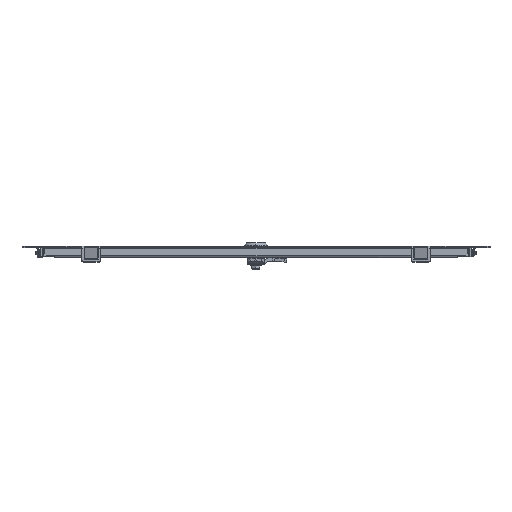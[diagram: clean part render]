
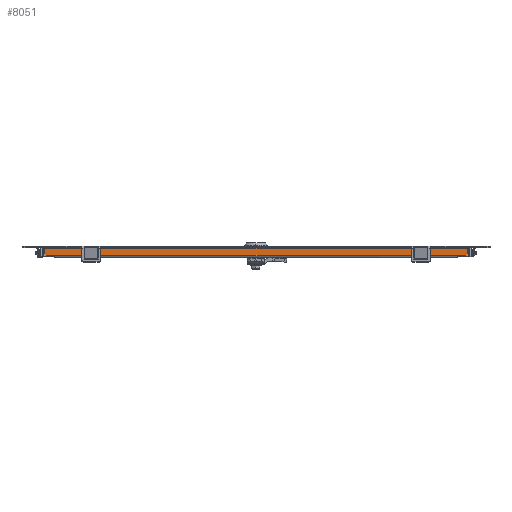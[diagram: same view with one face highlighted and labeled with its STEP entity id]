
A CAD part, top view. The second image highlights one B-rep face of the part: STEP entity #8051.
In plain terms, the highlighted planar face has unit normal (0, 0, -1).
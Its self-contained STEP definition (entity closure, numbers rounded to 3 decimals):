
#58 = DIRECTION ( 'NONE',  ( 1., 0., 0. ) ) ;
#629 = DIRECTION ( 'NONE',  ( -1., 0., 0. ) ) ;
#707 = ORIENTED_EDGE ( 'NONE', *, *, #5721, .T. ) ;
#2014 = CARTESIAN_POINT ( 'NONE',  ( 0., 0., 162.25 ) ) ;
#2840 = EDGE_CURVE ( 'NONE', #22715, #8569, #17019, .T. ) ;
#3135 = VERTEX_POINT ( 'NONE', #3297 ) ;
#3297 = CARTESIAN_POINT ( 'NONE',  ( 253.5, -9., 162.25 ) ) ;
#4116 = VERTEX_POINT ( 'NONE', #29752 ) ;
#5318 = DIRECTION ( 'NONE',  ( 0.707, -0.707, 0. ) ) ;
#5721 = EDGE_CURVE ( 'NONE', #22715, #4116, #16429, .T. ) ;
#6928 = DIRECTION ( 'NONE',  ( 0., 0., 1. ) ) ;
#6964 = CARTESIAN_POINT ( 'NONE',  ( -253.5, -11., 162.25 ) ) ;
#7190 = CARTESIAN_POINT ( 'NONE',  ( 251.5, -11., 162.25 ) ) ;
#7286 = ORIENTED_EDGE ( 'NONE', *, *, #7940, .F. ) ;
#7774 = EDGE_CURVE ( 'NONE', #22204, #8569, #29333, .T. ) ;
#7792 = EDGE_CURVE ( 'NONE', #22204, #3135, #29480, .T. ) ;
#7940 = EDGE_CURVE ( 'NONE', #20471, #4116, #25222, .T. ) ;
#8051 = ADVANCED_FACE ( 'NONE', ( #28328 ), #12160, .F. ) ;
#8497 = VECTOR ( 'NONE', #629, 1000. ) ;
#8569 = VERTEX_POINT ( 'NONE', #14082 ) ;
#9018 = VECTOR ( 'NONE', #19525, 1000. ) ;
#9406 = VECTOR ( 'NONE', #13835, 1000. ) ;
#10032 = VECTOR ( 'NONE', #20706, 1000. ) ;
#10150 = EDGE_CURVE ( 'NONE', #20471, #19136, #23455, .T. ) ;
#10464 = ORIENTED_EDGE ( 'NONE', *, *, #7774, .T. ) ;
#10888 = EDGE_CURVE ( 'NONE', #30436, #19136, #23000, .T. ) ;
#12160 = PLANE ( 'NONE',  #14785 ) ;
#12525 = CARTESIAN_POINT ( 'NONE',  ( -253.5, -9., 162.25 ) ) ;
#13284 = CARTESIAN_POINT ( 'NONE',  ( -253.5, -9., 162.25 ) ) ;
#13835 = DIRECTION ( 'NONE',  ( -1., 0., 0. ) ) ;
#14082 = CARTESIAN_POINT ( 'NONE',  ( 241.5, -11., 162.25 ) ) ;
#14313 = DIRECTION ( 'NONE',  ( -1., 0., 0. ) ) ;
#14411 = CARTESIAN_POINT ( 'NONE',  ( 253.5, -2.5, 162.25 ) ) ;
#14785 = AXIS2_PLACEMENT_3D ( 'NONE', #2014, #6928, #26502 ) ;
#14865 = EDGE_LOOP ( 'NONE', ( #27929, #21717, #20440, #18291, #10464, #19794, #707, #7286 ) ) ;
#16003 = LINE ( 'NONE', #16324, #29558 ) ;
#16324 = CARTESIAN_POINT ( 'NONE',  ( 253.5, -11., 162.25 ) ) ;
#16429 = LINE ( 'NONE', #31143, #9406 ) ;
#17019 = LINE ( 'NONE', #22427, #22861 ) ;
#18291 = ORIENTED_EDGE ( 'NONE', *, *, #7792, .F. ) ;
#19136 = VERTEX_POINT ( 'NONE', #32096 ) ;
#19525 = DIRECTION ( 'NONE',  ( 0.707, 0.707, 0. ) ) ;
#19794 = ORIENTED_EDGE ( 'NONE', *, *, #2840, .F. ) ;
#20372 = CARTESIAN_POINT ( 'NONE',  ( -241.5, -11., 162.25 ) ) ;
#20440 = ORIENTED_EDGE ( 'NONE', *, *, #29279, .T. ) ;
#20471 = VERTEX_POINT ( 'NONE', #13284 ) ;
#20706 = DIRECTION ( 'NONE',  ( 0., 1., 0. ) ) ;
#21342 = CARTESIAN_POINT ( 'NONE',  ( -253.5, -1.5, 162.25 ) ) ;
#21717 = ORIENTED_EDGE ( 'NONE', *, *, #10888, .F. ) ;
#22204 = VERTEX_POINT ( 'NONE', #7190 ) ;
#22427 = CARTESIAN_POINT ( 'NONE',  ( 0., -11., 162.25 ) ) ;
#22715 = VERTEX_POINT ( 'NONE', #20372 ) ;
#22861 = VECTOR ( 'NONE', #58, 1000. ) ;
#23000 = LINE ( 'NONE', #25111, #8497 ) ;
#23455 = LINE ( 'NONE', #21342, #10032 ) ;
#25111 = CARTESIAN_POINT ( 'NONE',  ( 253.5, -2.5, 162.25 ) ) ;
#25222 = LINE ( 'NONE', #12525, #28325 ) ;
#26502 = DIRECTION ( 'NONE',  ( 0., -1., 0. ) ) ;
#27198 = CARTESIAN_POINT ( 'NONE',  ( 251.5, -11., 162.25 ) ) ;
#27929 = ORIENTED_EDGE ( 'NONE', *, *, #10150, .T. ) ;
#28263 = DIRECTION ( 'NONE',  ( 0., -1., 0. ) ) ;
#28325 = VECTOR ( 'NONE', #5318, 1000. ) ;
#28328 = FACE_OUTER_BOUND ( 'NONE', #14865, .T. ) ;
#29279 = EDGE_CURVE ( 'NONE', #30436, #3135, #16003, .T. ) ;
#29333 = LINE ( 'NONE', #6964, #30943 ) ;
#29480 = LINE ( 'NONE', #27198, #9018 ) ;
#29558 = VECTOR ( 'NONE', #28263, 1000. ) ;
#29752 = CARTESIAN_POINT ( 'NONE',  ( -251.5, -11., 162.25 ) ) ;
#30436 = VERTEX_POINT ( 'NONE', #14411 ) ;
#30943 = VECTOR ( 'NONE', #14313, 1000. ) ;
#31143 = CARTESIAN_POINT ( 'NONE',  ( -253.5, -11., 162.25 ) ) ;
#32096 = CARTESIAN_POINT ( 'NONE',  ( -253.5, -2.5, 162.25 ) ) ;
